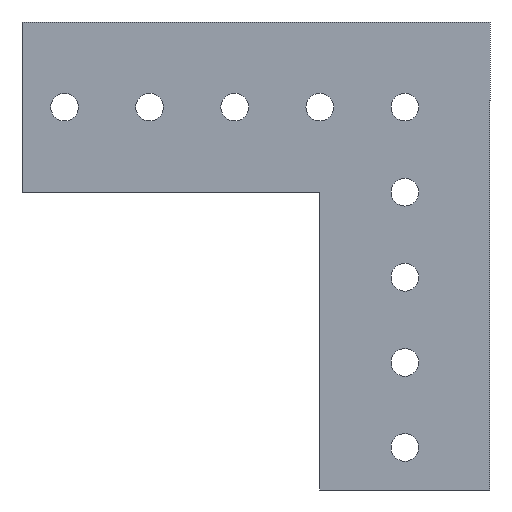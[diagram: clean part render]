
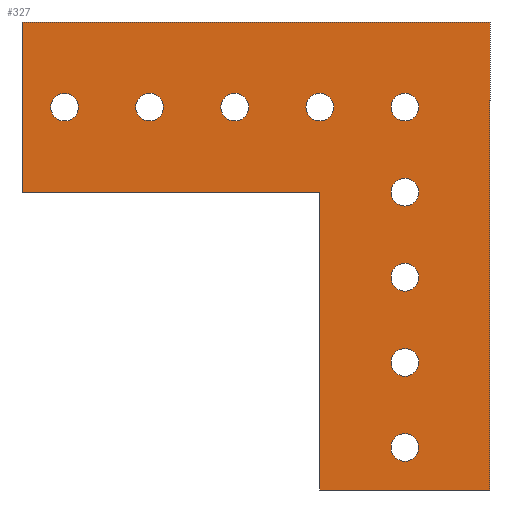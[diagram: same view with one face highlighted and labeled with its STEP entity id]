
A CAD part, front view. The second image highlights one B-rep face of the part: STEP entity #327.
In plain terms, the highlighted planar face has unit normal (0, -1, 0).
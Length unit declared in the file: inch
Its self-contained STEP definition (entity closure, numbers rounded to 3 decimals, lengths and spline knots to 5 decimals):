
#15=LINE('',#523,#33);
#19=LINE('',#531,#37);
#22=LINE('',#537,#40);
#25=LINE('',#543,#43);
#28=LINE('',#549,#46);
#31=LINE('',#554,#49);
#33=VECTOR('',#442,0.3937);
#37=VECTOR('',#448,0.3937);
#40=VECTOR('',#453,0.3937);
#43=VECTOR('',#458,0.3937);
#46=VECTOR('',#463,0.3937);
#49=VECTOR('',#468,0.3937);
#57=PLANE('',#382);
#68=FACE_BOUND('',#128,.T.);
#69=FACE_BOUND('',#129,.T.);
#70=FACE_BOUND('',#130,.T.);
#71=FACE_BOUND('',#131,.T.);
#72=FACE_BOUND('',#132,.T.);
#73=FACE_BOUND('',#133,.T.);
#74=FACE_BOUND('',#134,.T.);
#75=FACE_BOUND('',#135,.T.);
#76=FACE_BOUND('',#136,.T.);
#101=FACE_OUTER_BOUND('',#127,.T.);
#127=EDGE_LOOP('',(#273,#274,#275,#276,#277,#278));
#128=EDGE_LOOP('',(#279));
#129=EDGE_LOOP('',(#280));
#130=EDGE_LOOP('',(#281));
#131=EDGE_LOOP('',(#282));
#132=EDGE_LOOP('',(#283));
#133=EDGE_LOOP('',(#284));
#134=EDGE_LOOP('',(#285));
#135=EDGE_LOOP('',(#286));
#136=EDGE_LOOP('',(#287));
#148=CIRCLE('',#351,0.0815);
#150=CIRCLE('',#354,0.0815);
#152=CIRCLE('',#357,0.0815);
#154=CIRCLE('',#360,0.0815);
#156=CIRCLE('',#363,0.0815);
#158=CIRCLE('',#366,0.0815);
#160=CIRCLE('',#369,0.0815);
#162=CIRCLE('',#372,0.0815);
#164=CIRCLE('',#375,0.0815);
#166=VERTEX_POINT('',#478);
#168=VERTEX_POINT('',#483);
#170=VERTEX_POINT('',#488);
#172=VERTEX_POINT('',#493);
#174=VERTEX_POINT('',#498);
#176=VERTEX_POINT('',#503);
#178=VERTEX_POINT('',#508);
#180=VERTEX_POINT('',#513);
#182=VERTEX_POINT('',#518);
#183=VERTEX_POINT('',#521);
#184=VERTEX_POINT('',#522);
#187=VERTEX_POINT('',#530);
#189=VERTEX_POINT('',#536);
#191=VERTEX_POINT('',#542);
#193=VERTEX_POINT('',#548);
#196=EDGE_CURVE('',#166,#166,#148,.T.);
#198=EDGE_CURVE('',#168,#168,#150,.T.);
#200=EDGE_CURVE('',#170,#170,#152,.T.);
#202=EDGE_CURVE('',#172,#172,#154,.T.);
#204=EDGE_CURVE('',#174,#174,#156,.T.);
#206=EDGE_CURVE('',#176,#176,#158,.T.);
#208=EDGE_CURVE('',#178,#178,#160,.T.);
#210=EDGE_CURVE('',#180,#180,#162,.T.);
#212=EDGE_CURVE('',#182,#182,#164,.T.);
#213=EDGE_CURVE('',#183,#184,#15,.T.);
#217=EDGE_CURVE('',#184,#187,#19,.T.);
#220=EDGE_CURVE('',#187,#189,#22,.T.);
#223=EDGE_CURVE('',#189,#191,#25,.T.);
#226=EDGE_CURVE('',#191,#193,#28,.T.);
#229=EDGE_CURVE('',#193,#183,#31,.T.);
#273=ORIENTED_EDGE('',*,*,#229,.T.);
#274=ORIENTED_EDGE('',*,*,#213,.T.);
#275=ORIENTED_EDGE('',*,*,#217,.T.);
#276=ORIENTED_EDGE('',*,*,#220,.T.);
#277=ORIENTED_EDGE('',*,*,#223,.T.);
#278=ORIENTED_EDGE('',*,*,#226,.T.);
#279=ORIENTED_EDGE('',*,*,#196,.T.);
#280=ORIENTED_EDGE('',*,*,#198,.T.);
#281=ORIENTED_EDGE('',*,*,#200,.T.);
#282=ORIENTED_EDGE('',*,*,#202,.T.);
#283=ORIENTED_EDGE('',*,*,#204,.T.);
#284=ORIENTED_EDGE('',*,*,#206,.T.);
#285=ORIENTED_EDGE('',*,*,#208,.T.);
#286=ORIENTED_EDGE('',*,*,#210,.T.);
#287=ORIENTED_EDGE('',*,*,#212,.T.);
#327=ADVANCED_FACE('',(#101,#68,#69,#70,#71,#72,#73,#74,#75,#76),#57,.F.);
#351=AXIS2_PLACEMENT_3D('',#479,#390,#391);
#354=AXIS2_PLACEMENT_3D('',#484,#396,#397);
#357=AXIS2_PLACEMENT_3D('',#489,#402,#403);
#360=AXIS2_PLACEMENT_3D('',#494,#408,#409);
#363=AXIS2_PLACEMENT_3D('',#499,#414,#415);
#366=AXIS2_PLACEMENT_3D('',#504,#420,#421);
#369=AXIS2_PLACEMENT_3D('',#509,#426,#427);
#372=AXIS2_PLACEMENT_3D('',#514,#432,#433);
#375=AXIS2_PLACEMENT_3D('',#519,#438,#439);
#382=AXIS2_PLACEMENT_3D('',#556,#470,#471);
#390=DIRECTION('center_axis',(0.,1.,0.));
#391=DIRECTION('ref_axis',(1.,0.,0.));
#396=DIRECTION('center_axis',(0.,1.,0.));
#397=DIRECTION('ref_axis',(1.,0.,0.));
#402=DIRECTION('center_axis',(0.,1.,0.));
#403=DIRECTION('ref_axis',(1.,0.,0.));
#408=DIRECTION('center_axis',(0.,1.,0.));
#409=DIRECTION('ref_axis',(1.,0.,0.));
#414=DIRECTION('center_axis',(0.,1.,0.));
#415=DIRECTION('ref_axis',(1.,0.,0.));
#420=DIRECTION('center_axis',(0.,1.,0.));
#421=DIRECTION('ref_axis',(1.,0.,0.));
#426=DIRECTION('center_axis',(0.,1.,0.));
#427=DIRECTION('ref_axis',(1.,0.,0.));
#432=DIRECTION('center_axis',(0.,1.,0.));
#433=DIRECTION('ref_axis',(1.,0.,0.));
#438=DIRECTION('center_axis',(0.,1.,0.));
#439=DIRECTION('ref_axis',(1.,0.,0.));
#442=DIRECTION('',(0.,0.,-1.));
#448=DIRECTION('',(1.,0.,0.));
#453=DIRECTION('',(0.,0.,-1.));
#458=DIRECTION('',(1.,0.,0.));
#463=DIRECTION('',(0.,0.,1.));
#468=DIRECTION('',(-1.,0.,0.));
#470=DIRECTION('center_axis',(0.,1.,0.));
#471=DIRECTION('ref_axis',(0.,0.,1.));
#478=CARTESIAN_POINT('',(-2.5815,0.,-0.5));
#479=CARTESIAN_POINT('Origin',(-2.5,0.,-0.5));
#483=CARTESIAN_POINT('',(-0.5815,0.,-2.5));
#484=CARTESIAN_POINT('Origin',(-0.5,0.,-2.5));
#488=CARTESIAN_POINT('',(-0.5815,0.,-2.));
#489=CARTESIAN_POINT('Origin',(-0.5,0.,-2.));
#493=CARTESIAN_POINT('',(-0.5815,0.,-1.5));
#494=CARTESIAN_POINT('Origin',(-0.5,0.,-1.5));
#498=CARTESIAN_POINT('',(-0.5815,0.,-1.));
#499=CARTESIAN_POINT('Origin',(-0.5,0.,-1.));
#503=CARTESIAN_POINT('',(-2.0815,0.,-0.5));
#504=CARTESIAN_POINT('Origin',(-2.,0.,-0.5));
#508=CARTESIAN_POINT('',(-1.5815,0.,-0.5));
#509=CARTESIAN_POINT('Origin',(-1.5,0.,-0.5));
#513=CARTESIAN_POINT('',(-1.0815,0.,-0.5));
#514=CARTESIAN_POINT('Origin',(-1.,0.,-0.5));
#518=CARTESIAN_POINT('',(-0.5815,0.,-0.5));
#519=CARTESIAN_POINT('Origin',(-0.5,0.,-0.5));
#521=CARTESIAN_POINT('',(-2.75,0.,0.));
#522=CARTESIAN_POINT('',(-2.75,0.,-1.));
#523=CARTESIAN_POINT('',(-2.75,0.,0.));
#530=CARTESIAN_POINT('',(-1.,0.,-1.));
#531=CARTESIAN_POINT('',(-2.75,0.,-1.));
#536=CARTESIAN_POINT('',(-1.,0.,-2.75));
#537=CARTESIAN_POINT('',(-1.,0.,-1.));
#542=CARTESIAN_POINT('',(0.,0.,-2.75));
#543=CARTESIAN_POINT('',(-1.,0.,-2.75));
#548=CARTESIAN_POINT('',(0.,0.,0.));
#549=CARTESIAN_POINT('',(0.,0.,-2.75));
#554=CARTESIAN_POINT('',(0.,0.,0.));
#556=CARTESIAN_POINT('Origin',(-1.09659,0.,-1.09659));
